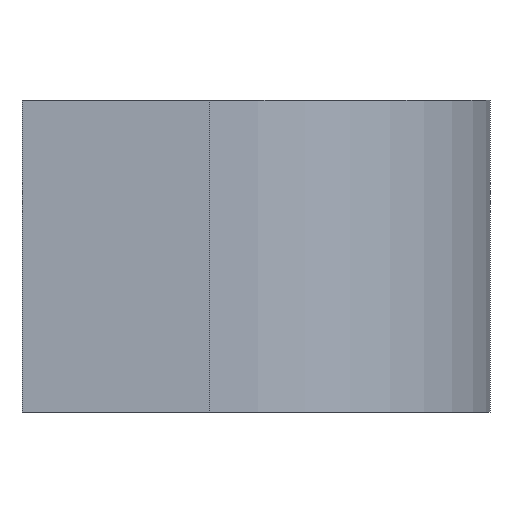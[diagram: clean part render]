
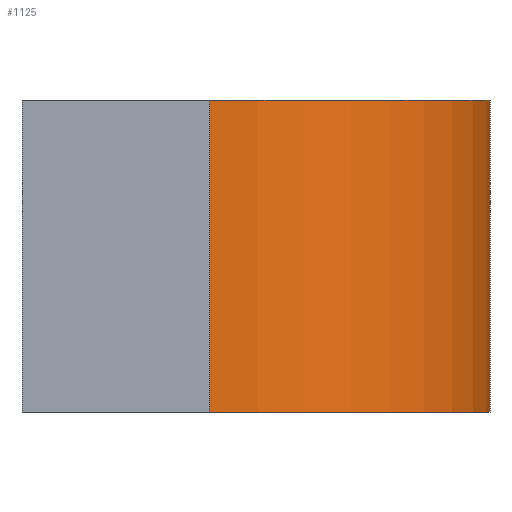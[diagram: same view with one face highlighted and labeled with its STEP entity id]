
A CAD part, front view. The second image highlights one B-rep face of the part: STEP entity #1125.
In plain terms, the highlighted cylindrical face has radius 9 mm (diameter 18 mm), a partial arc.
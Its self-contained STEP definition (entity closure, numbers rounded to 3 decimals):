
#72 = PLANE('',#73);
#73 = AXIS2_PLACEMENT_3D('',#74,#75,#76);
#74 = CARTESIAN_POINT('',(-1.156,1.156,10.));
#75 = DIRECTION('',(-0.,-0.,-1.));
#76 = DIRECTION('',(-1.,0.,0.));
#126 = PLANE('',#127);
#127 = AXIS2_PLACEMENT_3D('',#128,#129,#130);
#128 = CARTESIAN_POINT('',(-1.156,1.156,0.));
#129 = DIRECTION('',(-0.,-0.,-1.));
#130 = DIRECTION('',(-1.,0.,0.));
#1017 = PLANE('',#1018);
#1018 = AXIS2_PLACEMENT_3D('',#1019,#1020,#1021);
#1019 = CARTESIAN_POINT('',(7.5,7.5,0.));
#1020 = DIRECTION('',(1.,0.,-0.));
#1021 = DIRECTION('',(0.,-1.,0.));
#1055 = VERTEX_POINT('',#1056);
#1056 = CARTESIAN_POINT('',(7.5,1.5,10.));
#1077 = EDGE_CURVE('',#1078,#1055,#1080,.T.);
#1078 = VERTEX_POINT('',#1079);
#1079 = CARTESIAN_POINT('',(7.5,1.5,0.));
#1080 = SURFACE_CURVE('',#1081,(#1085,#1092),.PCURVE_S1.);
#1081 = LINE('',#1082,#1083);
#1082 = CARTESIAN_POINT('',(7.5,1.5,0.));
#1083 = VECTOR('',#1084,1.);
#1084 = DIRECTION('',(0.,0.,1.));
#1085 = PCURVE('',#1017,#1086);
#1086 = DEFINITIONAL_REPRESENTATION('',(#1087),#1091);
#1087 = LINE('',#1088,#1089);
#1088 = CARTESIAN_POINT('',(6.,0.));
#1089 = VECTOR('',#1090,1.);
#1090 = DIRECTION('',(0.,-1.));
#1091 = ( GEOMETRIC_REPRESENTATION_CONTEXT(2) 
PARAMETRIC_REPRESENTATION_CONTEXT() REPRESENTATION_CONTEXT('2D SPACE',''
  ) );
#1092 = PCURVE('',#1093,#1098);
#1093 = CYLINDRICAL_SURFACE('',#1094,9.);
#1094 = AXIS2_PLACEMENT_3D('',#1095,#1096,#1097);
#1095 = CARTESIAN_POINT('',(-1.5,1.5,0.));
#1096 = DIRECTION('',(-0.,-0.,-1.));
#1097 = DIRECTION('',(1.,0.,0.));
#1098 = DEFINITIONAL_REPRESENTATION('',(#1099),#1103);
#1099 = LINE('',#1100,#1101);
#1100 = CARTESIAN_POINT('',(-6.283,0.));
#1101 = VECTOR('',#1102,1.);
#1102 = DIRECTION('',(-0.,-1.));
#1103 = ( GEOMETRIC_REPRESENTATION_CONTEXT(2) 
PARAMETRIC_REPRESENTATION_CONTEXT() REPRESENTATION_CONTEXT('2D SPACE',''
  ) );
#1125 = ADVANCED_FACE('',(#1126),#1093,.T.);
#1126 = FACE_BOUND('',#1127,.F.);
#1127 = EDGE_LOOP('',(#1128,#1158,#1184,#1185));
#1128 = ORIENTED_EDGE('',*,*,#1129,.T.);
#1129 = EDGE_CURVE('',#1130,#1132,#1134,.T.);
#1130 = VERTEX_POINT('',#1131);
#1131 = CARTESIAN_POINT('',(-1.5,-7.5,0.));
#1132 = VERTEX_POINT('',#1133);
#1133 = CARTESIAN_POINT('',(-1.5,-7.5,10.));
#1134 = SURFACE_CURVE('',#1135,(#1139,#1146),.PCURVE_S1.);
#1135 = LINE('',#1136,#1137);
#1136 = CARTESIAN_POINT('',(-1.5,-7.5,0.));
#1137 = VECTOR('',#1138,1.);
#1138 = DIRECTION('',(0.,0.,1.));
#1139 = PCURVE('',#1093,#1140);
#1140 = DEFINITIONAL_REPRESENTATION('',(#1141),#1145);
#1141 = LINE('',#1142,#1143);
#1142 = CARTESIAN_POINT('',(-4.712,0.));
#1143 = VECTOR('',#1144,1.);
#1144 = DIRECTION('',(-0.,-1.));
#1145 = ( GEOMETRIC_REPRESENTATION_CONTEXT(2) 
PARAMETRIC_REPRESENTATION_CONTEXT() REPRESENTATION_CONTEXT('2D SPACE',''
  ) );
#1146 = PCURVE('',#1147,#1152);
#1147 = PLANE('',#1148);
#1148 = AXIS2_PLACEMENT_3D('',#1149,#1150,#1151);
#1149 = CARTESIAN_POINT('',(-7.5,-7.5,0.));
#1150 = DIRECTION('',(0.,1.,0.));
#1151 = DIRECTION('',(1.,0.,0.));
#1152 = DEFINITIONAL_REPRESENTATION('',(#1153),#1157);
#1153 = LINE('',#1154,#1155);
#1154 = CARTESIAN_POINT('',(6.,0.));
#1155 = VECTOR('',#1156,1.);
#1156 = DIRECTION('',(0.,-1.));
#1157 = ( GEOMETRIC_REPRESENTATION_CONTEXT(2) 
PARAMETRIC_REPRESENTATION_CONTEXT() REPRESENTATION_CONTEXT('2D SPACE',''
  ) );
#1158 = ORIENTED_EDGE('',*,*,#1159,.T.);
#1159 = EDGE_CURVE('',#1132,#1055,#1160,.T.);
#1160 = SURFACE_CURVE('',#1161,(#1166,#1173),.PCURVE_S1.);
#1161 = CIRCLE('',#1162,9.);
#1162 = AXIS2_PLACEMENT_3D('',#1163,#1164,#1165);
#1163 = CARTESIAN_POINT('',(-1.5,1.5,10.));
#1164 = DIRECTION('',(0.,0.,1.));
#1165 = DIRECTION('',(1.,0.,0.));
#1166 = PCURVE('',#1093,#1167);
#1167 = DEFINITIONAL_REPRESENTATION('',(#1168),#1172);
#1168 = LINE('',#1169,#1170);
#1169 = CARTESIAN_POINT('',(-0.,-10.));
#1170 = VECTOR('',#1171,1.);
#1171 = DIRECTION('',(-1.,0.));
#1172 = ( GEOMETRIC_REPRESENTATION_CONTEXT(2) 
PARAMETRIC_REPRESENTATION_CONTEXT() REPRESENTATION_CONTEXT('2D SPACE',''
  ) );
#1173 = PCURVE('',#72,#1174);
#1174 = DEFINITIONAL_REPRESENTATION('',(#1175),#1183);
#1175 = ( BOUNDED_CURVE() B_SPLINE_CURVE(2,(#1176,#1177,#1178,#1179,
#1180,#1181,#1182),.UNSPECIFIED.,.T.,.F.) B_SPLINE_CURVE_WITH_KNOTS((1,2
    ,2,2,2,1),(-2.094,0.,2.094,4.189,
6.283,8.378),.UNSPECIFIED.) CURVE() 
GEOMETRIC_REPRESENTATION_ITEM() RATIONAL_B_SPLINE_CURVE((1.,0.5,1.,0.5,
1.,0.5,1.)) REPRESENTATION_ITEM('') );
#1176 = CARTESIAN_POINT('',(-8.656,0.344));
#1177 = CARTESIAN_POINT('',(-8.656,15.933));
#1178 = CARTESIAN_POINT('',(4.844,8.138));
#1179 = CARTESIAN_POINT('',(18.344,0.344));
#1180 = CARTESIAN_POINT('',(4.844,-7.45));
#1181 = CARTESIAN_POINT('',(-8.656,-15.244));
#1182 = CARTESIAN_POINT('',(-8.656,0.344));
#1183 = ( GEOMETRIC_REPRESENTATION_CONTEXT(2) 
PARAMETRIC_REPRESENTATION_CONTEXT() REPRESENTATION_CONTEXT('2D SPACE',''
  ) );
#1184 = ORIENTED_EDGE('',*,*,#1077,.F.);
#1185 = ORIENTED_EDGE('',*,*,#1186,.F.);
#1186 = EDGE_CURVE('',#1130,#1078,#1187,.T.);
#1187 = SURFACE_CURVE('',#1188,(#1193,#1200),.PCURVE_S1.);
#1188 = CIRCLE('',#1189,9.);
#1189 = AXIS2_PLACEMENT_3D('',#1190,#1191,#1192);
#1190 = CARTESIAN_POINT('',(-1.5,1.5,0.));
#1191 = DIRECTION('',(0.,0.,1.));
#1192 = DIRECTION('',(1.,0.,0.));
#1193 = PCURVE('',#1093,#1194);
#1194 = DEFINITIONAL_REPRESENTATION('',(#1195),#1199);
#1195 = LINE('',#1196,#1197);
#1196 = CARTESIAN_POINT('',(-0.,0.));
#1197 = VECTOR('',#1198,1.);
#1198 = DIRECTION('',(-1.,0.));
#1199 = ( GEOMETRIC_REPRESENTATION_CONTEXT(2) 
PARAMETRIC_REPRESENTATION_CONTEXT() REPRESENTATION_CONTEXT('2D SPACE',''
  ) );
#1200 = PCURVE('',#126,#1201);
#1201 = DEFINITIONAL_REPRESENTATION('',(#1202),#1210);
#1202 = ( BOUNDED_CURVE() B_SPLINE_CURVE(2,(#1203,#1204,#1205,#1206,
#1207,#1208,#1209),.UNSPECIFIED.,.T.,.F.) B_SPLINE_CURVE_WITH_KNOTS((1,2
    ,2,2,2,1),(-2.094,0.,2.094,4.189,
6.283,8.378),.UNSPECIFIED.) CURVE() 
GEOMETRIC_REPRESENTATION_ITEM() RATIONAL_B_SPLINE_CURVE((1.,0.5,1.,0.5,
1.,0.5,1.)) REPRESENTATION_ITEM('') );
#1203 = CARTESIAN_POINT('',(-8.656,0.344));
#1204 = CARTESIAN_POINT('',(-8.656,15.933));
#1205 = CARTESIAN_POINT('',(4.844,8.138));
#1206 = CARTESIAN_POINT('',(18.344,0.344));
#1207 = CARTESIAN_POINT('',(4.844,-7.45));
#1208 = CARTESIAN_POINT('',(-8.656,-15.244));
#1209 = CARTESIAN_POINT('',(-8.656,0.344));
#1210 = ( GEOMETRIC_REPRESENTATION_CONTEXT(2) 
PARAMETRIC_REPRESENTATION_CONTEXT() REPRESENTATION_CONTEXT('2D SPACE',''
  ) );
